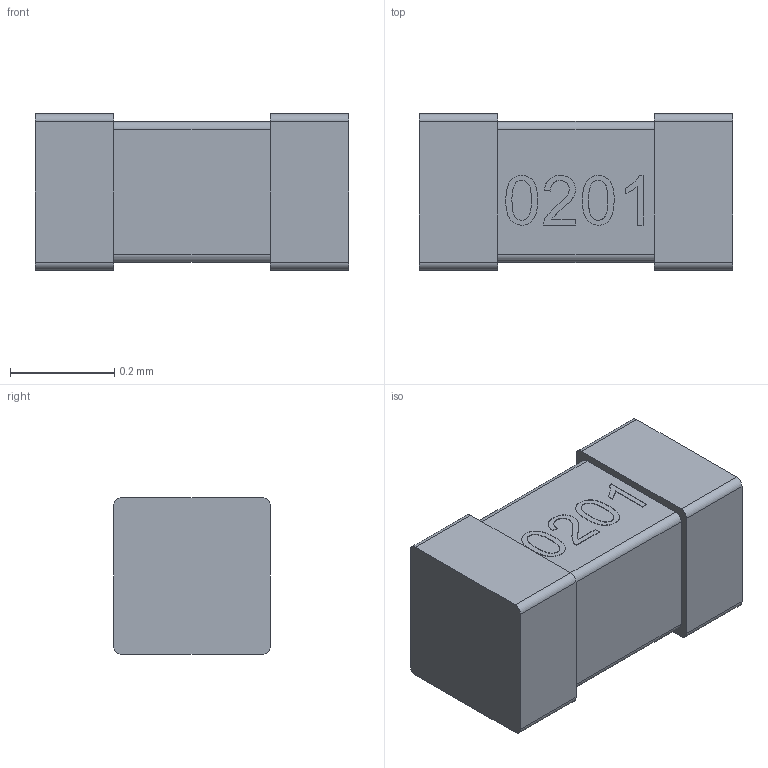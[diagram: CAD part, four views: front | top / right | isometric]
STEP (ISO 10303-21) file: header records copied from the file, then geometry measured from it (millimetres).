
FILE_DESCRIPTION(('FreeCAD Model'),'2;1');
FILE_NAME('0201C_A.step', '2022-09-12T08:08:38',('Author'),(''), 'Open CASCADE STEP processor 7.3','FreeCAD','Unknown');
FILE_SCHEMA(('AUTOMOTIVE_DESIGN { 1 0 10303 214 1 1 1 1 }'));
Length unit declared in the file: millimetre
Products named in the file (2): C_0201_0603Metric; Extrude
Bounding box: 0.6 x 0.3 x 0.3 mm (x, y, z)
Volume: 0 mm3; surface area: 0.9 mm2
Topology: 5 solids, 5 shells, 107 faces, 285 edges, 190 vertices
Faces by surface type: extrusion 62, plane 33, cylinder 12
Entity records: 4182 total; most frequent: CARTESIAN_POINT 955, ORIENTED_EDGE 570, DIRECTION 339, EDGE_CURVE 285, VECTOR 199, VERTEX_POINT 190, B_SPLINE_CURVE_WITH_KNOTS 186, LINE 137
